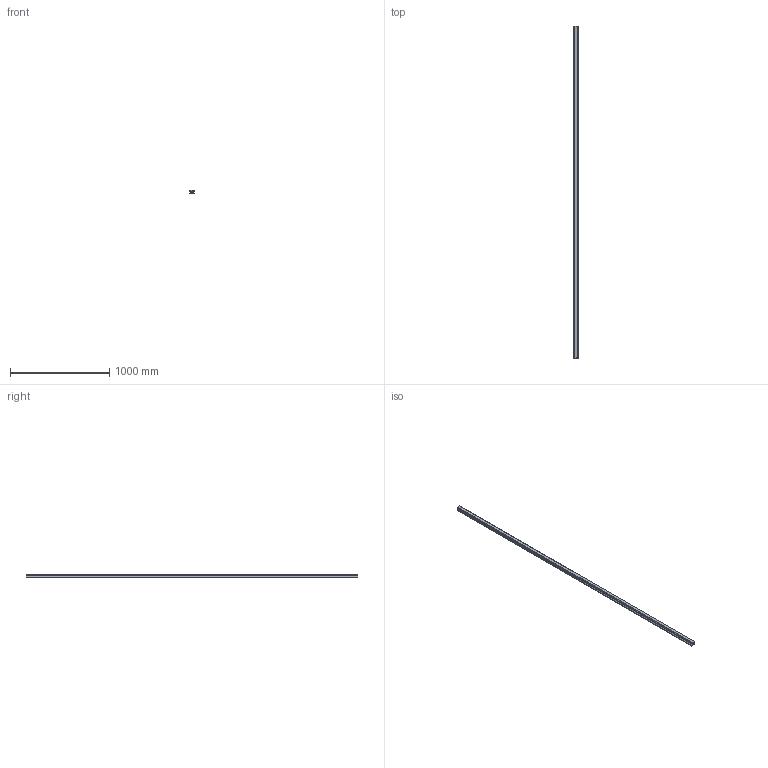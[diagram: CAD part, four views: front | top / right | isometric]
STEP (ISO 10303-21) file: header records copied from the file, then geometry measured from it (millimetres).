
FILE_DESCRIPTION(('STEP AP214'),'1');
FILE_NAME('cctmp_DB8D805D-D2E5-40CB-924F-C51729A1BA02_2021_02_01_12_13_17_0137..stp','2021-02-01T11:13:17',('HIWIN GmbH'),('CADClick - www.CADClick.com'),'Spatial InterOp 3D',' ','unknown authorization');
FILE_SCHEMA(('AUTOMOTIVE_DESIGN'));
Length unit declared in the file: millimetre
Products named in the file (1): HGR45T3345C_FILE
Bounding box: 45 x 3345 x 38 mm (x, y, z)
Volume: 4684185.9 mm3; surface area: 605609.3 mm2
Topology: 1 solids, 1 shells, 225 faces, 593 edges, 342 vertices
Faces by surface type: plane 93, cylinder 68, cone 64
Entity records: 8227 total; most frequent: DIRECTION 1117, CARTESIAN_POINT 1097, ORIENTED_EDGE 1058, EDGE_CURVE 529, LINE 393, VECTOR 393, AXIS2_PLACEMENT_3D 362, VERTEX_POINT 342
